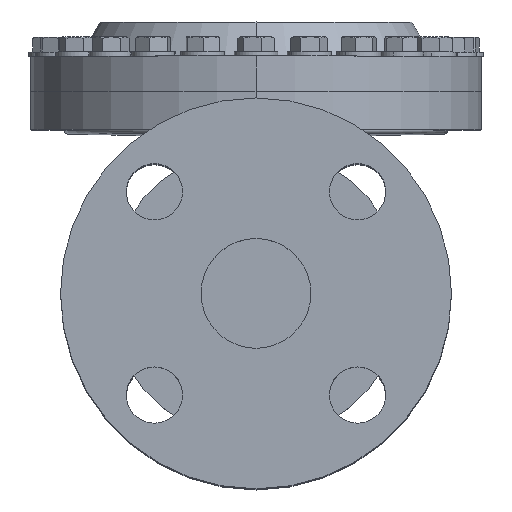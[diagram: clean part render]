
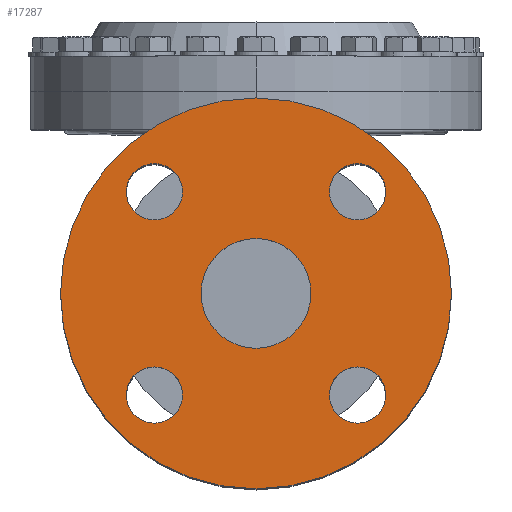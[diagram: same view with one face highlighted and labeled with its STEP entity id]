
A CAD part, top view. The second image highlights one B-rep face of the part: STEP entity #17287.
In plain terms, the highlighted planar face has unit normal (0, 0, 1).
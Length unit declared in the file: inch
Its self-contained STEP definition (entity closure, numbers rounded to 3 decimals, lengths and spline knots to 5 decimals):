
#115 = CARTESIAN_POINT ( 'NONE',  ( 0., 0., 5.125 ) ) ;
#325 = AXIS2_PLACEMENT_3D ( 'NONE', #21117, #8821, #23188 ) ;
#992 = CARTESIAN_POINT ( 'NONE',  ( 1.59099, -1.59099, 5.125 ) ) ;
#1219 = DIRECTION ( 'NONE',  ( 0., -1., 0. ) ) ;
#1402 = EDGE_CURVE ( 'NONE', #9539, #25842, #12063, .T. ) ;
#1610 = AXIS2_PLACEMENT_3D ( 'NONE', #115, #14502, #2187 ) ;
#1685 = CARTESIAN_POINT ( 'NONE',  ( 3.06, 0., 5.125 ) ) ;
#2187 = DIRECTION ( 'NONE',  ( 1., 0., 0. ) ) ;
#2242 = CIRCLE ( 'NONE', #7790, 0.44 ) ;
#2307 = AXIS2_PLACEMENT_3D ( 'NONE', #6733, #19116, #23239 ) ;
#2581 = EDGE_CURVE ( 'NONE', #7570, #8419, #22295, .T. ) ;
#3050 = DIRECTION ( 'NONE',  ( 1., 0., 0. ) ) ;
#3440 = AXIS2_PLACEMENT_3D ( 'NONE', #992, #15386, #3050 ) ;
#3822 = DIRECTION ( 'NONE',  ( 0., 0., -1. ) ) ;
#3843 = DIRECTION ( 'NONE',  ( 0., 0., -1. ) ) ;
#3849 = VERTEX_POINT ( 'NONE', #18460 ) ;
#4169 = CARTESIAN_POINT ( 'NONE',  ( 1.59099, 1.59099, 5.125 ) ) ;
#4455 = CIRCLE ( 'NONE', #325, 3.06 ) ;
#4508 = FACE_OUTER_BOUND ( 'NONE', #13997, .T. ) ;
#5234 = CARTESIAN_POINT ( 'NONE',  ( -3.06, 0., 5.125 ) ) ;
#5391 = CARTESIAN_POINT ( 'NONE',  ( 0., 3.06, 5.125 ) ) ;
#5803 = FACE_BOUND ( 'NONE', #12923, .T. ) ;
#6245 = DIRECTION ( 'NONE',  ( 0., 1., 0. ) ) ;
#6694 = CIRCLE ( 'NONE', #1610, 0.8595 ) ;
#6733 = CARTESIAN_POINT ( 'NONE',  ( 0., 0., 5.125 ) ) ;
#6759 = VERTEX_POINT ( 'NONE', #19361 ) ;
#7467 = DIRECTION ( 'NONE',  ( 1., 0., 0. ) ) ;
#7477 = VERTEX_POINT ( 'NONE', #12631 ) ;
#7570 = VERTEX_POINT ( 'NONE', #19169 ) ;
#7662 = ORIENTED_EDGE ( 'NONE', *, *, #25386, .T. ) ;
#7790 = AXIS2_PLACEMENT_3D ( 'NONE', #4169, #18572, #6245 ) ;
#8095 = EDGE_CURVE ( 'NONE', #8419, #7570, #15821, .T. ) ;
#8419 = VERTEX_POINT ( 'NONE', #20280 ) ;
#8570 = AXIS2_PLACEMENT_3D ( 'NONE', #25861, #13527, #1219 ) ;
#8821 = DIRECTION ( 'NONE',  ( 0., 0., 1. ) ) ;
#8949 = EDGE_LOOP ( 'NONE', ( #10519, #14820 ) ) ;
#9277 = CARTESIAN_POINT ( 'NONE',  ( -0.8595, 0., 5.125 ) ) ;
#9321 = EDGE_CURVE ( 'NONE', #13200, #21273, #2242, .T. ) ;
#9414 = CARTESIAN_POINT ( 'NONE',  ( 0., 0., 5.125 ) ) ;
#9539 = VERTEX_POINT ( 'NONE', #23399 ) ;
#9989 = FACE_BOUND ( 'NONE', #20391, .T. ) ;
#10339 = EDGE_CURVE ( 'NONE', #25842, #9539, #6694, .T. ) ;
#10519 = ORIENTED_EDGE ( 'NONE', *, *, #10339, .F. ) ;
#10966 = CARTESIAN_POINT ( 'NONE',  ( -1.59099, 1.59099, 5.125 ) ) ;
#11216 = CARTESIAN_POINT ( 'NONE',  ( 1.59099, -1.59099, 5.125 ) ) ;
#11513 = DIRECTION ( 'NONE',  ( 1., 0., 0. ) ) ;
#11831 = DIRECTION ( 'NONE',  ( 0., 0., -1. ) ) ;
#12063 = CIRCLE ( 'NONE', #2307, 0.8595 ) ;
#12146 = AXIS2_PLACEMENT_3D ( 'NONE', #24135, #11831, #26212 ) ;
#12426 = EDGE_LOOP ( 'NONE', ( #20702, #7662 ) ) ;
#12631 = CARTESIAN_POINT ( 'NONE',  ( -1.15099, -1.59099, 5.125 ) ) ;
#12923 = EDGE_LOOP ( 'NONE', ( #20060, #16304 ) ) ;
#13027 = DIRECTION ( 'NONE',  ( -1., 0., 0. ) ) ;
#13105 = CIRCLE ( 'NONE', #19374, 0.44 ) ;
#13169 = AXIS2_PLACEMENT_3D ( 'NONE', #10966, #25359, #13027 ) ;
#13200 = VERTEX_POINT ( 'NONE', #14680 ) ;
#13268 = DIRECTION ( 'NONE',  ( 1., 0., 0. ) ) ;
#13527 = DIRECTION ( 'NONE',  ( 0., 0., -1. ) ) ;
#13997 = EDGE_LOOP ( 'NONE', ( #18031, #20667 ) ) ;
#14502 = DIRECTION ( 'NONE',  ( 0., 0., 1. ) ) ;
#14680 = CARTESIAN_POINT ( 'NONE',  ( 2.03099, 1.59099, 5.125 ) ) ;
#14820 = ORIENTED_EDGE ( 'NONE', *, *, #1402, .F. ) ;
#15212 = VERTEX_POINT ( 'NONE', #5234 ) ;
#15377 = VERTEX_POINT ( 'NONE', #18182 ) ;
#15386 = DIRECTION ( 'NONE',  ( 0., 0., -1. ) ) ;
#15474 = FACE_BOUND ( 'NONE', #23544, .T. ) ;
#15821 = CIRCLE ( 'NONE', #13169, 0.44 ) ;
#15874 = AXIS2_PLACEMENT_3D ( 'NONE', #5391, #23741, #7467 ) ;
#16164 = CARTESIAN_POINT ( 'NONE',  ( -1.59099, 1.59099, 5.125 ) ) ;
#16196 = CARTESIAN_POINT ( 'NONE',  ( 1.59099, 1.59099, 5.125 ) ) ;
#16304 = ORIENTED_EDGE ( 'NONE', *, *, #9321, .T. ) ;
#16686 = CIRCLE ( 'NONE', #12146, 0.44 ) ;
#16911 = ORIENTED_EDGE ( 'NONE', *, *, #8095, .T. ) ;
#17211 = EDGE_CURVE ( 'NONE', #15377, #6759, #22216, .T. ) ;
#17287 = ADVANCED_FACE ( 'NONE', ( #5803, #9989, #26421, #15474, #21563, #4508 ), #17722, .T. ) ;
#17598 = ORIENTED_EDGE ( 'NONE', *, *, #21989, .T. ) ;
#17722 = PLANE ( 'NONE',  #15874 ) ;
#17810 = AXIS2_PLACEMENT_3D ( 'NONE', #9414, #23810, #11513 ) ;
#18031 = ORIENTED_EDGE ( 'NONE', *, *, #22929, .T. ) ;
#18182 = CARTESIAN_POINT ( 'NONE',  ( 2.03099, -1.59099, 5.125 ) ) ;
#18225 = DIRECTION ( 'NONE',  ( -1., 0., 0. ) ) ;
#18248 = DIRECTION ( 'NONE',  ( 0., 1., 0. ) ) ;
#18458 = EDGE_CURVE ( 'NONE', #15212, #26486, #4455, .T. ) ;
#18460 = CARTESIAN_POINT ( 'NONE',  ( -2.03099, -1.59099, 5.125 ) ) ;
#18528 = CARTESIAN_POINT ( 'NONE',  ( 1.15099, 1.59099, 5.125 ) ) ;
#18572 = DIRECTION ( 'NONE',  ( 0., 0., -1. ) ) ;
#19116 = DIRECTION ( 'NONE',  ( 0., 0., 1. ) ) ;
#19164 = CIRCLE ( 'NONE', #8570, 0.44 ) ;
#19169 = CARTESIAN_POINT ( 'NONE',  ( -2.03099, 1.59099, 5.125 ) ) ;
#19361 = CARTESIAN_POINT ( 'NONE',  ( 1.15099, -1.59099, 5.125 ) ) ;
#19374 = AXIS2_PLACEMENT_3D ( 'NONE', #16196, #3843, #18248 ) ;
#19688 = ORIENTED_EDGE ( 'NONE', *, *, #17211, .T. ) ;
#19854 = AXIS2_PLACEMENT_3D ( 'NONE', #11216, #25600, #13268 ) ;
#20060 = ORIENTED_EDGE ( 'NONE', *, *, #24184, .T. ) ;
#20280 = CARTESIAN_POINT ( 'NONE',  ( -1.15099, 1.59099, 5.125 ) ) ;
#20290 = AXIS2_PLACEMENT_3D ( 'NONE', #16164, #3822, #18225 ) ;
#20391 = EDGE_LOOP ( 'NONE', ( #17598, #19688 ) ) ;
#20667 = ORIENTED_EDGE ( 'NONE', *, *, #18458, .T. ) ;
#20702 = ORIENTED_EDGE ( 'NONE', *, *, #23562, .T. ) ;
#21117 = CARTESIAN_POINT ( 'NONE',  ( 0., 0., 5.125 ) ) ;
#21273 = VERTEX_POINT ( 'NONE', #18528 ) ;
#21563 = FACE_BOUND ( 'NONE', #8949, .T. ) ;
#21989 = EDGE_CURVE ( 'NONE', #6759, #15377, #22514, .T. ) ;
#22216 = CIRCLE ( 'NONE', #3440, 0.44 ) ;
#22295 = CIRCLE ( 'NONE', #20290, 0.44 ) ;
#22514 = CIRCLE ( 'NONE', #19854, 0.44 ) ;
#22929 = EDGE_CURVE ( 'NONE', #26486, #15212, #26694, .T. ) ;
#23188 = DIRECTION ( 'NONE',  ( 1., 0., 0. ) ) ;
#23239 = DIRECTION ( 'NONE',  ( 1., 0., 0. ) ) ;
#23399 = CARTESIAN_POINT ( 'NONE',  ( 0.8595, 0., 5.125 ) ) ;
#23544 = EDGE_LOOP ( 'NONE', ( #26057, #16911 ) ) ;
#23562 = EDGE_CURVE ( 'NONE', #3849, #7477, #16686, .T. ) ;
#23741 = DIRECTION ( 'NONE',  ( 0., 0., 1. ) ) ;
#23810 = DIRECTION ( 'NONE',  ( 0., 0., 1. ) ) ;
#24135 = CARTESIAN_POINT ( 'NONE',  ( -1.59099, -1.59099, 5.125 ) ) ;
#24184 = EDGE_CURVE ( 'NONE', #21273, #13200, #13105, .T. ) ;
#25359 = DIRECTION ( 'NONE',  ( 0., 0., -1. ) ) ;
#25386 = EDGE_CURVE ( 'NONE', #7477, #3849, #19164, .T. ) ;
#25600 = DIRECTION ( 'NONE',  ( 0., 0., -1. ) ) ;
#25842 = VERTEX_POINT ( 'NONE', #9277 ) ;
#25861 = CARTESIAN_POINT ( 'NONE',  ( -1.59099, -1.59099, 5.125 ) ) ;
#26057 = ORIENTED_EDGE ( 'NONE', *, *, #2581, .T. ) ;
#26212 = DIRECTION ( 'NONE',  ( 0., -1., 0. ) ) ;
#26421 = FACE_BOUND ( 'NONE', #12426, .T. ) ;
#26486 = VERTEX_POINT ( 'NONE', #1685 ) ;
#26694 = CIRCLE ( 'NONE', #17810, 3.06 ) ;
